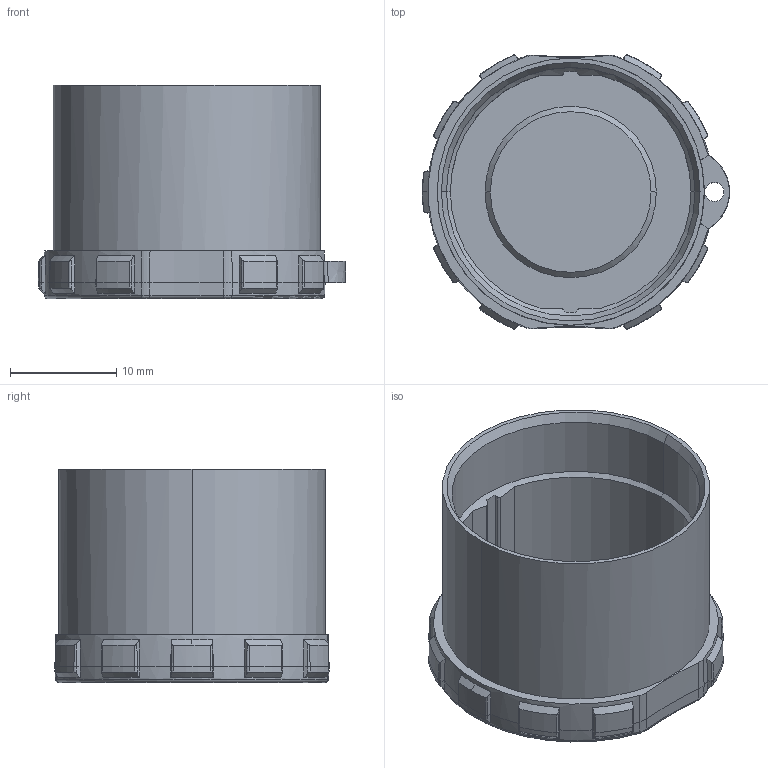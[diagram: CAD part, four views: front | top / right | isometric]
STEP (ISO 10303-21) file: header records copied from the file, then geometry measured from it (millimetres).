
FILE_DESCRIPTION((''),'2;1');
FILE_NAME('WN2017026_M23-CV-F','2020-12-24T',('zq.xu'),(''),'PRO/ENGINEER BY PARAMETRIC TECHNOLOGY CORPORATION, 2012480','PRO/ENGINEER BY PARAMETRIC TECHNOLOGY CORPORATION, 2012480','');
FILE_SCHEMA(('AUTOMOTIVE_DESIGN { 1 0 10303 214 1 1 1 1 }'));
Length unit declared in the file: millimetre
Products named in the file (1): WN2017026_M23-CV-F
Bounding box: 28.97 x 25.86 x 20.1 mm (x, y, z)
Volume: 2628 mm3; surface area: 4145.7 mm2
Topology: 1 solids, 1 shells, 239 faces, 604 edges, 376 vertices
Faces by surface type: plane 108, cone 93, cylinder 18, bspline 14, torus 6
Entity records: 7862 total; most frequent: CARTESIAN_POINT 2324, ORIENTED_EDGE 1208, DIRECTION 1043, EDGE_CURVE 604, AXIS2_PLACEMENT_3D 378, VERTEX_POINT 376, VECTOR 287, LINE 287
